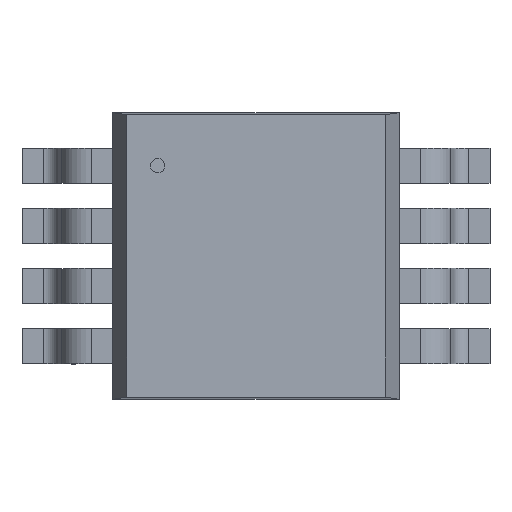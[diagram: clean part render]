
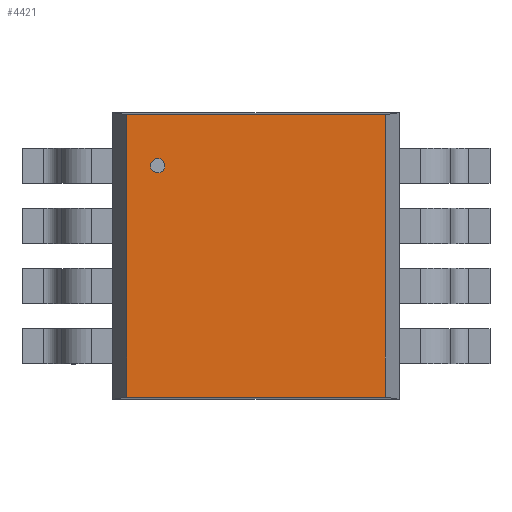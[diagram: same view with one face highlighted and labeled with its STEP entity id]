
A CAD part, top view. The second image highlights one B-rep face of the part: STEP entity #4421.
In plain terms, the highlighted planar face has unit normal (0, 0, 1).
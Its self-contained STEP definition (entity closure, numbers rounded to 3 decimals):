
#4421 = ADVANCED_FACE('',(#4422),#4436,.T.);
#4422 = FACE_BOUND('',#4423,.T.);
#4423 = EDGE_LOOP('',(#4424,#4459,#4487,#4515));
#4424 = ORIENTED_EDGE('',*,*,#4425,.F.);
#4425 = EDGE_CURVE('',#4426,#4428,#4430,.T.);
#4426 = VERTEX_POINT('',#4427);
#4427 = CARTESIAN_POINT('',(1.397,-1.524,0.569));
#4428 = VERTEX_POINT('',#4429);
#4429 = CARTESIAN_POINT('',(-1.397,-1.524,0.569));
#4430 = SURFACE_CURVE('',#4431,(#4435,#4447),.PCURVE_S1.);
#4431 = LINE('',#4432,#4433);
#4432 = CARTESIAN_POINT('',(1.397,-1.524,0.569));
#4433 = VECTOR('',#4434,1.);
#4434 = DIRECTION('',(-1.,0.,0.));
#4435 = PCURVE('',#4436,#4441);
#4436 = PLANE('',#4437);
#4437 = AXIS2_PLACEMENT_3D('',#4438,#4439,#4440);
#4438 = CARTESIAN_POINT('',(-1.397,-1.524,0.569));
#4439 = DIRECTION('',(0.,0.,1.));
#4440 = DIRECTION('',(0.,1.,0.));
#4441 = DEFINITIONAL_REPRESENTATION('',(#4442),#4446);
#4442 = LINE('',#4443,#4444);
#4443 = CARTESIAN_POINT('',(0.,-2.794));
#4444 = VECTOR('',#4445,1.);
#4445 = DIRECTION('',(0.,1.));
#4446 = ( GEOMETRIC_REPRESENTATION_CONTEXT(2) 
PARAMETRIC_REPRESENTATION_CONTEXT() REPRESENTATION_CONTEXT('2D SPACE',''
  ) );
#4447 = PCURVE('',#4448,#4453);
#4448 = PLANE('',#4449);
#4449 = AXIS2_PLACEMENT_3D('',#4450,#4451,#4452);
#4450 = CARTESIAN_POINT('',(-1.549,-1.549,0.165));
#4451 = DIRECTION('',(0.,-0.998,0.063));
#4452 = DIRECTION('',(0.,0.063,0.998));
#4453 = DEFINITIONAL_REPRESENTATION('',(#4454),#4458);
#4454 = LINE('',#4455,#4456);
#4455 = CARTESIAN_POINT('',(0.405,-2.946));
#4456 = VECTOR('',#4457,1.);
#4457 = DIRECTION('',(0.,1.));
#4458 = ( GEOMETRIC_REPRESENTATION_CONTEXT(2) 
PARAMETRIC_REPRESENTATION_CONTEXT() REPRESENTATION_CONTEXT('2D SPACE',''
  ) );
#4459 = ORIENTED_EDGE('',*,*,#4460,.F.);
#4460 = EDGE_CURVE('',#4461,#4426,#4463,.T.);
#4461 = VERTEX_POINT('',#4462);
#4462 = CARTESIAN_POINT('',(1.397,1.524,0.569));
#4463 = SURFACE_CURVE('',#4464,(#4468,#4475),.PCURVE_S1.);
#4464 = LINE('',#4465,#4466);
#4465 = CARTESIAN_POINT('',(1.397,1.524,0.569));
#4466 = VECTOR('',#4467,1.);
#4467 = DIRECTION('',(0.,-1.,0.));
#4468 = PCURVE('',#4436,#4469);
#4469 = DEFINITIONAL_REPRESENTATION('',(#4470),#4474);
#4470 = LINE('',#4471,#4472);
#4471 = CARTESIAN_POINT('',(3.048,-2.794));
#4472 = VECTOR('',#4473,1.);
#4473 = DIRECTION('',(-1.,0.));
#4474 = ( GEOMETRIC_REPRESENTATION_CONTEXT(2) 
PARAMETRIC_REPRESENTATION_CONTEXT() REPRESENTATION_CONTEXT('2D SPACE',''
  ) );
#4475 = PCURVE('',#4476,#4481);
#4476 = PLANE('',#4477);
#4477 = AXIS2_PLACEMENT_3D('',#4478,#4479,#4480);
#4478 = CARTESIAN_POINT('',(1.549,-1.549,0.165));
#4479 = DIRECTION('',(0.936,0.,0.353));
#4480 = DIRECTION('',(-0.353,0.,0.936));
#4481 = DEFINITIONAL_REPRESENTATION('',(#4482),#4486);
#4482 = LINE('',#4483,#4484);
#4483 = CARTESIAN_POINT('',(0.432,-3.073));
#4484 = VECTOR('',#4485,1.);
#4485 = DIRECTION('',(0.,1.));
#4486 = ( GEOMETRIC_REPRESENTATION_CONTEXT(2) 
PARAMETRIC_REPRESENTATION_CONTEXT() REPRESENTATION_CONTEXT('2D SPACE',''
  ) );
#4487 = ORIENTED_EDGE('',*,*,#4488,.F.);
#4488 = EDGE_CURVE('',#4489,#4461,#4491,.T.);
#4489 = VERTEX_POINT('',#4490);
#4490 = CARTESIAN_POINT('',(-1.397,1.524,0.569));
#4491 = SURFACE_CURVE('',#4492,(#4496,#4503),.PCURVE_S1.);
#4492 = LINE('',#4493,#4494);
#4493 = CARTESIAN_POINT('',(-1.397,1.524,0.569));
#4494 = VECTOR('',#4495,1.);
#4495 = DIRECTION('',(1.,0.,0.));
#4496 = PCURVE('',#4436,#4497);
#4497 = DEFINITIONAL_REPRESENTATION('',(#4498),#4502);
#4498 = LINE('',#4499,#4500);
#4499 = CARTESIAN_POINT('',(3.048,0.));
#4500 = VECTOR('',#4501,1.);
#4501 = DIRECTION('',(0.,-1.));
#4502 = ( GEOMETRIC_REPRESENTATION_CONTEXT(2) 
PARAMETRIC_REPRESENTATION_CONTEXT() REPRESENTATION_CONTEXT('2D SPACE',''
  ) );
#4503 = PCURVE('',#4504,#4509);
#4504 = PLANE('',#4505);
#4505 = AXIS2_PLACEMENT_3D('',#4506,#4507,#4508);
#4506 = CARTESIAN_POINT('',(1.549,1.549,0.165));
#4507 = DIRECTION('',(0.,0.998,0.063));
#4508 = DIRECTION('',(0.,-0.063,0.998));
#4509 = DEFINITIONAL_REPRESENTATION('',(#4510),#4514);
#4510 = LINE('',#4511,#4512);
#4511 = CARTESIAN_POINT('',(0.405,-2.946));
#4512 = VECTOR('',#4513,1.);
#4513 = DIRECTION('',(0.,1.));
#4514 = ( GEOMETRIC_REPRESENTATION_CONTEXT(2) 
PARAMETRIC_REPRESENTATION_CONTEXT() REPRESENTATION_CONTEXT('2D SPACE',''
  ) );
#4515 = ORIENTED_EDGE('',*,*,#4516,.F.);
#4516 = EDGE_CURVE('',#4428,#4489,#4517,.T.);
#4517 = SURFACE_CURVE('',#4518,(#4522,#4529),.PCURVE_S1.);
#4518 = LINE('',#4519,#4520);
#4519 = CARTESIAN_POINT('',(-1.397,-1.524,0.569));
#4520 = VECTOR('',#4521,1.);
#4521 = DIRECTION('',(0.,1.,0.));
#4522 = PCURVE('',#4436,#4523);
#4523 = DEFINITIONAL_REPRESENTATION('',(#4524),#4528);
#4524 = LINE('',#4525,#4526);
#4525 = CARTESIAN_POINT('',(0.,0.));
#4526 = VECTOR('',#4527,1.);
#4527 = DIRECTION('',(1.,0.));
#4528 = ( GEOMETRIC_REPRESENTATION_CONTEXT(2) 
PARAMETRIC_REPRESENTATION_CONTEXT() REPRESENTATION_CONTEXT('2D SPACE',''
  ) );
#4529 = PCURVE('',#4530,#4535);
#4530 = PLANE('',#4531);
#4531 = AXIS2_PLACEMENT_3D('',#4532,#4533,#4534);
#4532 = CARTESIAN_POINT('',(-1.549,1.549,0.165));
#4533 = DIRECTION('',(-0.936,0.,0.353));
#4534 = DIRECTION('',(0.353,0.,0.936));
#4535 = DEFINITIONAL_REPRESENTATION('',(#4536),#4540);
#4536 = LINE('',#4537,#4538);
#4537 = CARTESIAN_POINT('',(0.432,-3.073));
#4538 = VECTOR('',#4539,1.);
#4539 = DIRECTION('',(0.,1.));
#4540 = ( GEOMETRIC_REPRESENTATION_CONTEXT(2) 
PARAMETRIC_REPRESENTATION_CONTEXT() REPRESENTATION_CONTEXT('2D SPACE',''
  ) );
